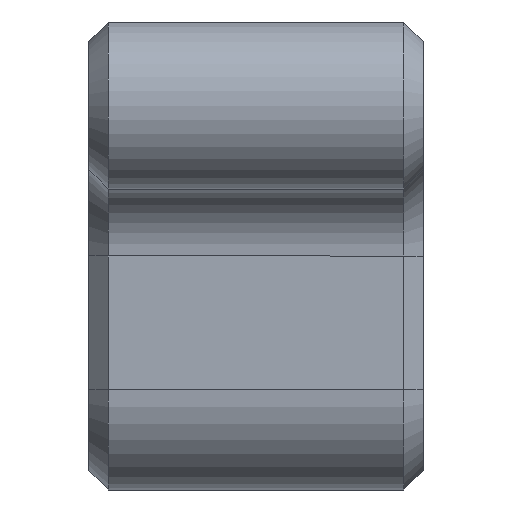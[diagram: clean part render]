
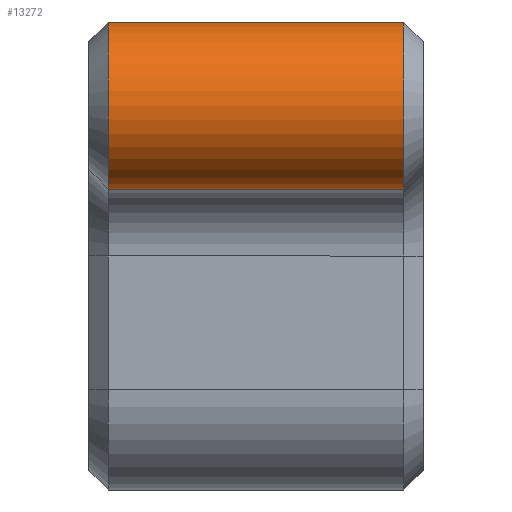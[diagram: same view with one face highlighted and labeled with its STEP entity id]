
A CAD part, left-side view. The second image highlights one B-rep face of the part: STEP entity #13272.
In plain terms, the highlighted cylindrical face has radius 1.25 mm (diameter 2.5 mm), a partial arc.
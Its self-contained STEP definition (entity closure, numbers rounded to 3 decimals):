
#1101 = CONICAL_SURFACE('',#1102,1.25,0.785);
#1102 = AXIS2_PLACEMENT_3D('',#1103,#1104,#1105);
#1103 = CARTESIAN_POINT('',(-110.65,0.29,2.25));
#1104 = DIRECTION('',(-0.,1.,0.));
#1105 = DIRECTION('',(0.,0.,-1.));
#4646 = CONICAL_SURFACE('',#4647,1.25,0.785);
#4647 = AXIS2_PLACEMENT_3D('',#4648,#4649,#4650);
#4648 = CARTESIAN_POINT('',(-110.65,4.71,2.25));
#4649 = DIRECTION('',(0.,-1.,0.));
#4650 = DIRECTION('',(0.,0.,-1.));
#6449 = VERTEX_POINT('',#6450);
#6450 = CARTESIAN_POINT('',(-110.65,0.29,3.5));
#6485 = PLANE('',#6486);
#6486 = AXIS2_PLACEMENT_3D('',#6487,#6488,#6489);
#6487 = CARTESIAN_POINT('',(-50.65,2.5,3.5));
#6488 = DIRECTION('',(0.,0.,1.));
#6489 = DIRECTION('',(0.,-1.,0.));
#6530 = VERTEX_POINT('',#6531);
#6531 = CARTESIAN_POINT('',(-110.65,0.29,1.));
#6552 = EDGE_CURVE('',#6530,#6449,#6553,.T.);
#6553 = SURFACE_CURVE('',#6554,(#6559,#6566),.PCURVE_S1.);
#6554 = CIRCLE('',#6555,1.25);
#6555 = AXIS2_PLACEMENT_3D('',#6556,#6557,#6558);
#6556 = CARTESIAN_POINT('',(-110.65,0.29,2.25));
#6557 = DIRECTION('',(0.,1.,0.));
#6558 = DIRECTION('',(0.,0.,-1.));
#6559 = PCURVE('',#1101,#6560);
#6560 = DEFINITIONAL_REPRESENTATION('',(#6561),#6565);
#6561 = LINE('',#6562,#6563);
#6562 = CARTESIAN_POINT('',(0.,-0.));
#6563 = VECTOR('',#6564,1.);
#6564 = DIRECTION('',(1.,-0.));
#6565 = ( GEOMETRIC_REPRESENTATION_CONTEXT(2) 
PARAMETRIC_REPRESENTATION_CONTEXT() REPRESENTATION_CONTEXT('2D SPACE',''
  ) );
#6566 = PCURVE('',#6567,#6572);
#6567 = CYLINDRICAL_SURFACE('',#6568,1.25);
#6568 = AXIS2_PLACEMENT_3D('',#6569,#6570,#6571);
#6569 = CARTESIAN_POINT('',(-110.65,0.,2.25));
#6570 = DIRECTION('',(0.,-1.,0.));
#6571 = DIRECTION('',(1.,0.,0.));
#6572 = DEFINITIONAL_REPRESENTATION('',(#6573),#6577);
#6573 = LINE('',#6574,#6575);
#6574 = CARTESIAN_POINT('',(4.712,-0.29));
#6575 = VECTOR('',#6576,1.);
#6576 = DIRECTION('',(-1.,-0.));
#6577 = ( GEOMETRIC_REPRESENTATION_CONTEXT(2) 
PARAMETRIC_REPRESENTATION_CONTEXT() REPRESENTATION_CONTEXT('2D SPACE',''
  ) );
#6670 = PLANE('',#6671);
#6671 = AXIS2_PLACEMENT_3D('',#6672,#6673,#6674);
#6672 = CARTESIAN_POINT('',(-106.2,0.,1.));
#6673 = DIRECTION('',(0.,0.,1.));
#6674 = DIRECTION('',(-1.,0.,0.));
#10210 = VERTEX_POINT('',#10211);
#10211 = CARTESIAN_POINT('',(-110.65,4.71,3.5));
#10286 = VERTEX_POINT('',#10287);
#10287 = CARTESIAN_POINT('',(-110.65,4.71,1.));
#10308 = EDGE_CURVE('',#10286,#10210,#10309,.T.);
#10309 = SURFACE_CURVE('',#10310,(#10315,#10322),.PCURVE_S1.);
#10310 = CIRCLE('',#10311,1.25);
#10311 = AXIS2_PLACEMENT_3D('',#10312,#10313,#10314);
#10312 = CARTESIAN_POINT('',(-110.65,4.71,2.25));
#10313 = DIRECTION('',(0.,1.,0.));
#10314 = DIRECTION('',(0.,0.,-1.));
#10315 = PCURVE('',#4646,#10316);
#10316 = DEFINITIONAL_REPRESENTATION('',(#10317),#10321);
#10317 = LINE('',#10318,#10319);
#10318 = CARTESIAN_POINT('',(-0.,-0.));
#10319 = VECTOR('',#10320,1.);
#10320 = DIRECTION('',(-1.,-0.));
#10321 = ( GEOMETRIC_REPRESENTATION_CONTEXT(2) 
PARAMETRIC_REPRESENTATION_CONTEXT() REPRESENTATION_CONTEXT('2D SPACE',''
  ) );
#10322 = PCURVE('',#6567,#10323);
#10323 = DEFINITIONAL_REPRESENTATION('',(#10324),#10328);
#10324 = LINE('',#10325,#10326);
#10325 = CARTESIAN_POINT('',(4.712,-4.71));
#10326 = VECTOR('',#10327,1.);
#10327 = DIRECTION('',(-1.,-0.));
#10328 = ( GEOMETRIC_REPRESENTATION_CONTEXT(2) 
PARAMETRIC_REPRESENTATION_CONTEXT() REPRESENTATION_CONTEXT('2D SPACE',''
  ) );
#13251 = EDGE_CURVE('',#6449,#10210,#13252,.T.);
#13252 = SURFACE_CURVE('',#13253,(#13257,#13264),.PCURVE_S1.);
#13253 = LINE('',#13254,#13255);
#13254 = CARTESIAN_POINT('',(-110.65,0.,3.5));
#13255 = VECTOR('',#13256,1.);
#13256 = DIRECTION('',(0.,1.,0.));
#13257 = PCURVE('',#6485,#13258);
#13258 = DEFINITIONAL_REPRESENTATION('',(#13259),#13263);
#13259 = LINE('',#13260,#13261);
#13260 = CARTESIAN_POINT('',(2.5,-60.));
#13261 = VECTOR('',#13262,1.);
#13262 = DIRECTION('',(-1.,0.));
#13263 = ( GEOMETRIC_REPRESENTATION_CONTEXT(2) 
PARAMETRIC_REPRESENTATION_CONTEXT() REPRESENTATION_CONTEXT('2D SPACE',''
  ) );
#13264 = PCURVE('',#6567,#13265);
#13265 = DEFINITIONAL_REPRESENTATION('',(#13266),#13270);
#13266 = LINE('',#13267,#13268);
#13267 = CARTESIAN_POINT('',(1.571,0.));
#13268 = VECTOR('',#13269,1.);
#13269 = DIRECTION('',(0.,-1.));
#13270 = ( GEOMETRIC_REPRESENTATION_CONTEXT(2) 
PARAMETRIC_REPRESENTATION_CONTEXT() REPRESENTATION_CONTEXT('2D SPACE',''
  ) );
#13272 = ADVANCED_FACE('',(#13273),#6567,.T.);
#13273 = FACE_BOUND('',#13274,.T.);
#13274 = EDGE_LOOP('',(#13275,#13276,#13277,#13298));
#13275 = ORIENTED_EDGE('',*,*,#13251,.T.);
#13276 = ORIENTED_EDGE('',*,*,#10308,.F.);
#13277 = ORIENTED_EDGE('',*,*,#13278,.F.);
#13278 = EDGE_CURVE('',#6530,#10286,#13279,.T.);
#13279 = SURFACE_CURVE('',#13280,(#13284,#13291),.PCURVE_S1.);
#13280 = LINE('',#13281,#13282);
#13281 = CARTESIAN_POINT('',(-110.65,0.,1.));
#13282 = VECTOR('',#13283,1.);
#13283 = DIRECTION('',(0.,1.,0.));
#13284 = PCURVE('',#6567,#13285);
#13285 = DEFINITIONAL_REPRESENTATION('',(#13286),#13290);
#13286 = LINE('',#13287,#13288);
#13287 = CARTESIAN_POINT('',(4.712,0.));
#13288 = VECTOR('',#13289,1.);
#13289 = DIRECTION('',(0.,-1.));
#13290 = ( GEOMETRIC_REPRESENTATION_CONTEXT(2) 
PARAMETRIC_REPRESENTATION_CONTEXT() REPRESENTATION_CONTEXT('2D SPACE',''
  ) );
#13291 = PCURVE('',#6670,#13292);
#13292 = DEFINITIONAL_REPRESENTATION('',(#13293),#13297);
#13293 = LINE('',#13294,#13295);
#13294 = CARTESIAN_POINT('',(4.45,-0.));
#13295 = VECTOR('',#13296,1.);
#13296 = DIRECTION('',(0.,-1.));
#13297 = ( GEOMETRIC_REPRESENTATION_CONTEXT(2) 
PARAMETRIC_REPRESENTATION_CONTEXT() REPRESENTATION_CONTEXT('2D SPACE',''
  ) );
#13298 = ORIENTED_EDGE('',*,*,#6552,.T.);
